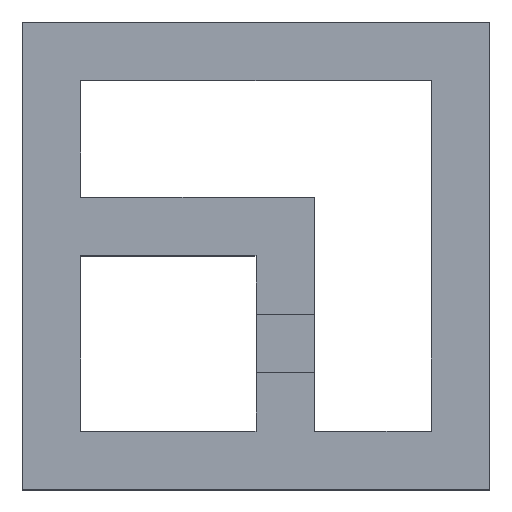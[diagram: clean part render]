
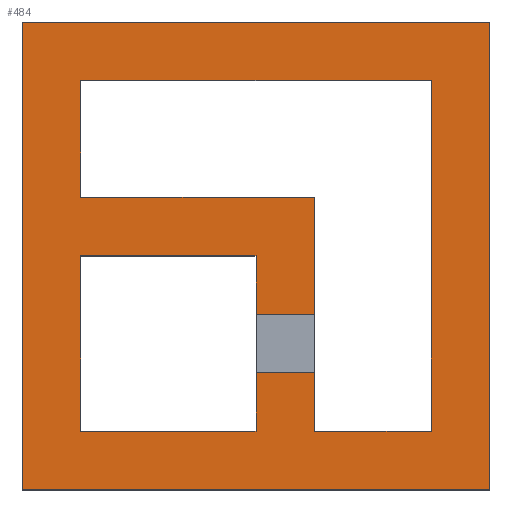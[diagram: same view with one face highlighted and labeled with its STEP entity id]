
A CAD part, top view. The second image highlights one B-rep face of the part: STEP entity #484.
In plain terms, the highlighted planar face has unit normal (0, 0, 1).
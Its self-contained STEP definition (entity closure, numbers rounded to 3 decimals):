
#1=CARTESIAN_POINT('POINT1',(-40.,-40.,20.));
#2=VERTEX_POINT('VERTEX1',#1);
#19=CARTESIAN_POINT('POINT4',(40.,-40.,20.));
#20=VERTEX_POINT('VERTEX4',#19);
#27=CARTESIAN_POINT('POS4',(0.,-40.,20.));
#28=DIRECTION('DIR4',(1.,0.,0.));
#29=VECTOR('VEC4',#28,1.);
#30=LINE('STRAIGHT4',#27,#29);
#31=EDGE_CURVE('EDGE4',#2,#20,#30,.T.);
#41=CARTESIAN_POINT('POINT5',(-40.,40.,20.));
#42=VERTEX_POINT('VERTEX5',#41);
#58=CARTESIAN_POINT('POS8',(-40.,0.,20.));
#59=DIRECTION('DIR9',(0.,-1.,0.));
#60=VECTOR('VEC7',#59,1.);
#61=LINE('STRAIGHT7',#58,#60);
#62=EDGE_CURVE('EDGE7',#42,#2,#61,.T.);
#72=CARTESIAN_POINT('POINT7',(40.,40.,20.));
#73=VERTEX_POINT('VERTEX7',#72);
#89=CARTESIAN_POINT('POS12',(0.,40.,20.));
#90=DIRECTION('DIR14',(-1.,0.,0.));
#91=VECTOR('VEC10',#90,1.);
#92=LINE('STRAIGHT10',#89,#91);
#93=EDGE_CURVE('EDGE10',#73,#42,#92,.T.);
#111=CARTESIAN_POINT('POS15',(40.,0.,20.));
#112=DIRECTION('DIR18',(0.,1.,0.));
#113=VECTOR('VEC12',#112,1.);
#114=LINE('STRAIGHT12',#111,#113);
#115=EDGE_CURVE('EDGE12',#20,#73,#114,.T.);
#135=CARTESIAN_POINT('POINT11',(30.,-30.,20.));
#136=VERTEX_POINT('VERTEX11',#135);
#143=CARTESIAN_POINT('POINT12',(30.,30.,20.));
#144=VERTEX_POINT('VERTEX12',#143);
#145=CARTESIAN_POINT('POS19',(30.,0.,20.));
#146=DIRECTION('DIR23',(0.,-1.,0.));
#147=VECTOR('VEC15',#146,1.);
#148=LINE('STRAIGHT15',#145,#147);
#149=EDGE_CURVE('EDGE15',#144,#136,#148,.T.);
#166=CARTESIAN_POINT('POINT13',(-30.,30.,20.));
#167=VERTEX_POINT('VERTEX13',#166);
#168=CARTESIAN_POINT('POS22',(0.,30.,20.));
#169=DIRECTION('DIR27',(1.,0.,0.));
#170=VECTOR('VEC17',#169,1.);
#171=LINE('STRAIGHT17',#168,#170);
#172=EDGE_CURVE('EDGE17',#167,#144,#171,.T.);
#197=CARTESIAN_POINT('POINT15',(-30.,10.,20.));
#198=VERTEX_POINT('VERTEX15',#197);
#199=CARTESIAN_POINT('POS26',(-30.,10.,20.));
#200=DIRECTION('DIR32',(0.,1.,0.));
#201=VECTOR('VEC20',#200,1.);
#202=LINE('STRAIGHT20',#199,#201);
#203=EDGE_CURVE('EDGE20',#198,#167,#202,.T.);
#227=CARTESIAN_POINT('POINT17',(-30.,0.,20.));
#228=VERTEX_POINT('VERTEX17',#227);
#237=CARTESIAN_POINT('POINT19',(-30.,-30.,20.));
#238=VERTEX_POINT('VERTEX19',#237);
#239=CARTESIAN_POINT('POS31',(-30.,-7.5,20.));
#240=DIRECTION('DIR38',(0.,1.,0.));
#241=VECTOR('VEC24',#240,1.);
#242=LINE('STRAIGHT24',#239,#241);
#243=EDGE_CURVE('EDGE24',#238,#228,#242,.T.);
#268=CARTESIAN_POINT('POINT21',(0.,-30.,20.));
#269=VERTEX_POINT('VERTEX21',#268);
#270=CARTESIAN_POINT('POS35',(-7.5,-30.,20.));
#271=DIRECTION('DIR43',(-1.,0.,0.));
#272=VECTOR('VEC27',#271,1.);
#273=LINE('STRAIGHT27',#270,#272);
#274=EDGE_CURVE('EDGE27',#269,#238,#273,.T.);
#298=CARTESIAN_POINT('POINT23',(0.,0.,20.));
#299=VERTEX_POINT('VERTEX23',#298);
#308=CARTESIAN_POINT('POS40',(-7.5,0.,20.));
#309=DIRECTION('DIR49',(1.,0.,0.));
#310=VECTOR('VEC31',#309,1.);
#311=LINE('STRAIGHT31',#308,#310);
#312=EDGE_CURVE('EDGE31',#228,#299,#311,.T.);
#331=CARTESIAN_POINT('POINT26',(10.,10.,20.));
#332=VERTEX_POINT('VERTEX26',#331);
#346=CARTESIAN_POINT('POS45',(0.,10.,20.));
#347=DIRECTION('DIR55',(-1.,0.,0.));
#348=VECTOR('VEC35',#347,1.);
#349=LINE('STRAIGHT35',#346,#348);
#350=EDGE_CURVE('EDGE35',#332,#198,#349,.T.);
#403=CARTESIAN_POINT('POINT28',(10.,-30.,20.));
#404=VERTEX_POINT('VERTEX28',#403);
#411=CARTESIAN_POINT('POS52',(10.,-30.,20.));
#412=DIRECTION('DIR64',(-1.,0.,0.));
#413=VECTOR('VEC40',#412,1.);
#414=LINE('STRAIGHT40',#411,#413);
#415=EDGE_CURVE('EDGE40',#136,#404,#414,.T.);
#427=CARTESIAN_POINT('POINT29',(10.,-20.,20.));
#428=VERTEX_POINT('VERTEX29',#427);
#429=CARTESIAN_POINT('POINT30',(0.,-20.,20.));
#430=VERTEX_POINT('VERTEX30',#429);
#431=CARTESIAN_POINT('POS54',(2.5,-20.,20.));
#432=DIRECTION('DIR67',(-1.,0.,0.));
#433=VECTOR('VEC41',#432,1.);
#434=LINE('STRAIGHT41',#431,#433);
#435=EDGE_CURVE('EDGE41',#428,#430,#434,.T.);
#436=ORIENTED_EDGE('COEDGE63',*,*,#435,.T.);
#437=CARTESIAN_POINT('POS55',(0.,-7.5,20.));
#438=DIRECTION('DIR68',(0.,-1.,0.));
#439=VECTOR('VEC42',#438,1.);
#440=LINE('STRAIGHT42',#437,#439);
#441=EDGE_CURVE('EDGE42',#430,#269,#440,.T.);
#442=ORIENTED_EDGE('COEDGE64',*,*,#441,.T.);
#443=ORIENTED_EDGE('COEDGE65',*,*,#274,.T.);
#444=ORIENTED_EDGE('COEDGE66',*,*,#243,.T.);
#445=ORIENTED_EDGE('COEDGE67',*,*,#312,.T.);
#446=CARTESIAN_POINT('POINT31',(0.,-10.,20.));
#447=VERTEX_POINT('VERTEX31',#446);
#448=EDGE_CURVE('EDGE43',#299,#447,#440,.T.);
#449=ORIENTED_EDGE('COEDGE68',*,*,#448,.T.);
#450=CARTESIAN_POINT('POINT32',(10.,-10.,20.));
#451=VERTEX_POINT('VERTEX32',#450);
#452=CARTESIAN_POINT('POS56',(2.5,-10.,20.));
#453=DIRECTION('DIR69',(1.,0.,0.));
#454=VECTOR('VEC43',#453,1.);
#455=LINE('STRAIGHT43',#452,#454);
#456=EDGE_CURVE('EDGE44',#447,#451,#455,.T.);
#457=ORIENTED_EDGE('COEDGE69',*,*,#456,.T.);
#458=CARTESIAN_POINT('POS57',(10.,0.,20.));
#459=DIRECTION('DIR70',(0.,1.,0.));
#460=VECTOR('VEC44',#459,1.);
#461=LINE('STRAIGHT44',#458,#460);
#462=EDGE_CURVE('EDGE45',#451,#332,#461,.T.);
#463=ORIENTED_EDGE('COEDGE70',*,*,#462,.T.);
#464=ORIENTED_EDGE('COEDGE71',*,*,#350,.T.);
#465=ORIENTED_EDGE('COEDGE72',*,*,#203,.T.);
#466=ORIENTED_EDGE('COEDGE73',*,*,#172,.T.);
#467=ORIENTED_EDGE('COEDGE74',*,*,#149,.T.);
#468=ORIENTED_EDGE('COEDGE75',*,*,#415,.T.);
#469=EDGE_CURVE('EDGE46',#404,#428,#461,.T.);
#470=ORIENTED_EDGE('COEDGE76',*,*,#469,.T.);
#471=EDGE_LOOP('NONE',(#436,#442,#443,#444,#445,#449,#457,#463,#464,#465
   ,#466,#467,#468,#470));
#472=FACE_BOUND('LOOP1',#471,.T.);
#473=ORIENTED_EDGE('COEDGE77',*,*,#115,.T.);
#474=ORIENTED_EDGE('COEDGE78',*,*,#93,.T.);
#475=ORIENTED_EDGE('COEDGE79',*,*,#62,.T.);
#476=ORIENTED_EDGE('COEDGE80',*,*,#31,.T.);
#477=EDGE_LOOP('NONE',(#473,#474,#475,#476));
#478=FACE_BOUND('LOOP1',#477,.T.);
#479=CARTESIAN_POINT('POS58',(0.,0.,20.));
#480=DIRECTION('DIR71',(0.,0.,1.));
#481=DIRECTION('DIR72',(1.,0.,0.));
#482=AXIS2_PLACEMENT_3D('AXIS14',#479,#480,#481);
#483=PLANE('PLANE14',#482);
#484=ADVANCED_FACE('FACE14',(#472,#478),#483,.T.);
